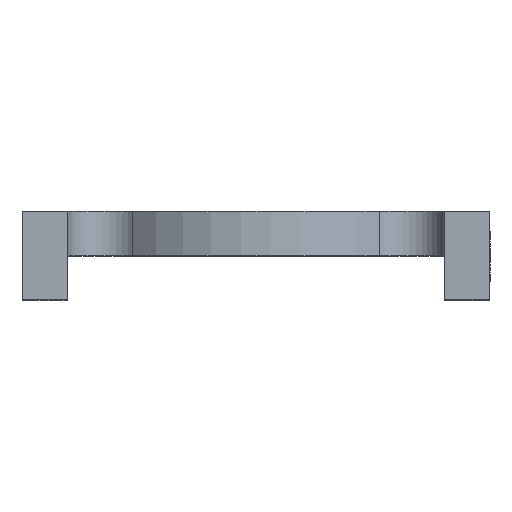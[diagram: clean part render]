
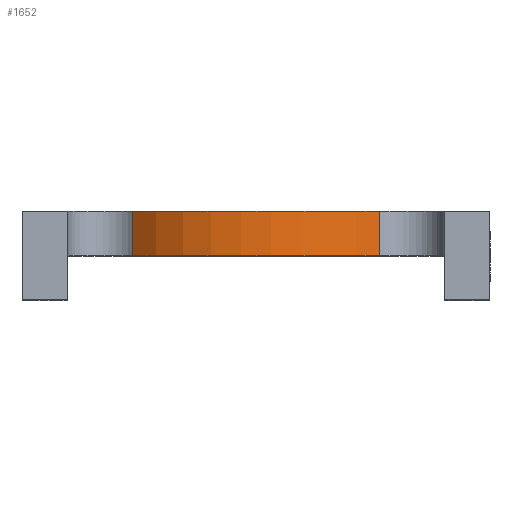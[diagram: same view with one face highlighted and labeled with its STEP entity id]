
A CAD part, top view. The second image highlights one B-rep face of the part: STEP entity #1652.
In plain terms, the highlighted cylindrical face has radius 12.7 mm (diameter 25.4 mm), a partial arc.
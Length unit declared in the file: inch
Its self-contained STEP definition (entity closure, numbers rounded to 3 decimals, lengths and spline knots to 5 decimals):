
#67 = ORIENTED_EDGE ( 'NONE', *, *, #2510, .F. ) ;
#209 = VECTOR ( 'NONE', #1518, 39.37008 ) ;
#309 = DIRECTION ( 'NONE',  ( 0., -1., 0. ) ) ;
#331 = AXIS2_PLACEMENT_3D ( 'NONE', #2241, #969, #2475 ) ;
#366 = ORIENTED_EDGE ( 'NONE', *, *, #2442, .T. ) ;
#405 = CARTESIAN_POINT ( 'NONE',  ( 0.34767, 0.125, 0.35934 ) ) ;
#754 = LINE ( 'NONE', #876, #209 ) ;
#823 = ORIENTED_EDGE ( 'NONE', *, *, #1116, .F. ) ;
#876 = CARTESIAN_POINT ( 'NONE',  ( 0.34767, -0.4757, 0.35934 ) ) ;
#926 = AXIS2_PLACEMENT_3D ( 'NONE', #2215, #309, #934 ) ;
#934 = DIRECTION ( 'NONE',  ( 0., 0., -1. ) ) ;
#957 = CARTESIAN_POINT ( 'NONE',  ( -0.34767, 0.125, 0.35934 ) ) ;
#969 = DIRECTION ( 'NONE',  ( 0., 1., 0. ) ) ;
#1009 = VERTEX_POINT ( 'NONE', #1139 ) ;
#1116 = EDGE_CURVE ( 'NONE', #1128, #1788, #1877, .T. ) ;
#1128 = VERTEX_POINT ( 'NONE', #957 ) ;
#1139 = CARTESIAN_POINT ( 'NONE',  ( -0.34767, 0., 0.35934 ) ) ;
#1206 = DIRECTION ( 'NONE',  ( 0., 1., 0. ) ) ;
#1293 = VERTEX_POINT ( 'NONE', #2291 ) ;
#1402 = CYLINDRICAL_SURFACE ( 'NONE', #926, 0.5 ) ;
#1518 = DIRECTION ( 'NONE',  ( 0., 1., 0. ) ) ;
#1651 = VECTOR ( 'NONE', #1206, 39.37008 ) ;
#1652 = ADVANCED_FACE ( 'NONE', ( #2576 ), #1402, .T. ) ;
#1682 = DIRECTION ( 'NONE',  ( 0., 0., 1. ) ) ;
#1756 = CARTESIAN_POINT ( 'NONE',  ( -0.34767, -0.4757, 0.35934 ) ) ;
#1788 = VERTEX_POINT ( 'NONE', #405 ) ;
#1844 = EDGE_LOOP ( 'NONE', ( #366, #2515, #823, #67 ) ) ;
#1877 = CIRCLE ( 'NONE', #331, 0.5 ) ;
#1968 = EDGE_CURVE ( 'NONE', #1293, #1788, #754, .T. ) ;
#2215 = CARTESIAN_POINT ( 'NONE',  ( 0., 0.125, 0. ) ) ;
#2228 = LINE ( 'NONE', #1756, #1651 ) ;
#2241 = CARTESIAN_POINT ( 'NONE',  ( 0., 0.125, 0. ) ) ;
#2291 = CARTESIAN_POINT ( 'NONE',  ( 0.34767, 0., 0.35934 ) ) ;
#2360 = CARTESIAN_POINT ( 'NONE',  ( 0., 0., 0. ) ) ;
#2409 = DIRECTION ( 'NONE',  ( 0., 1., 0. ) ) ;
#2442 = EDGE_CURVE ( 'NONE', #1009, #1293, #2658, .T. ) ;
#2475 = DIRECTION ( 'NONE',  ( 0., 0., 1. ) ) ;
#2502 = AXIS2_PLACEMENT_3D ( 'NONE', #2360, #2409, #1682 ) ;
#2510 = EDGE_CURVE ( 'NONE', #1009, #1128, #2228, .T. ) ;
#2515 = ORIENTED_EDGE ( 'NONE', *, *, #1968, .T. ) ;
#2576 = FACE_OUTER_BOUND ( 'NONE', #1844, .T. ) ;
#2658 = CIRCLE ( 'NONE', #2502, 0.5 ) ;
